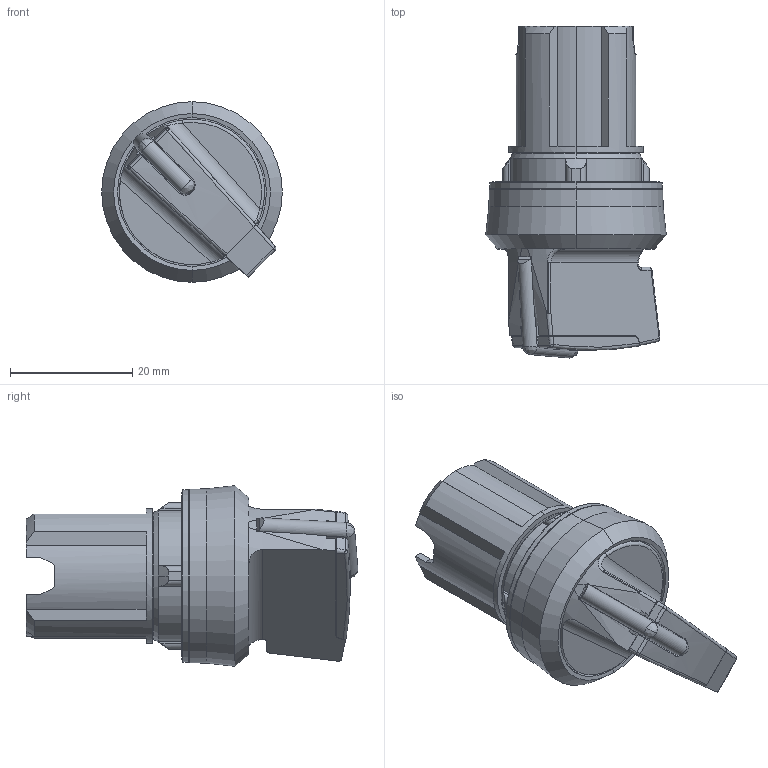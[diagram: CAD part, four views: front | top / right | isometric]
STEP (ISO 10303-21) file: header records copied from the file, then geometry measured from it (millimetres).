
FILE_DESCRIPTION (( 'STEP AP214' ), '1' );
FILE_NAME ('1023_3SU1002-2BF20-0AA0_3D_v.stp', '2014-12-01T16:31:03', ( '' ), ( '' ), 'SwSTEP 2.0', 'SolidWorks 2013', '' );
FILE_SCHEMA (( 'AUTOMOTIVE_DESIGN' ));
Length unit declared in the file: millimetre
Products named in the file (1): 1023_3SU1002-2BF20-0AA0_3D_v
Bounding box: 29.49 x 54.2 x 29.49 mm (x, y, z)
Volume: 12071.9 mm3; surface area: 8858.8 mm2
Topology: 1 solids, 1 shells, 185 faces, 485 edges, 313 vertices
Faces by surface type: plane 78, cylinder 65, cone 24, bspline 18
Entity records: 13685 total; most frequent: CARTESIAN_POINT 7274, ORIENTED_EDGE 968, DIRECTION 839, EDGE_CURVE 484, VERTEX_POINT 313, AXIS2_PLACEMENT_3D 310, LINE 219, VECTOR 219
